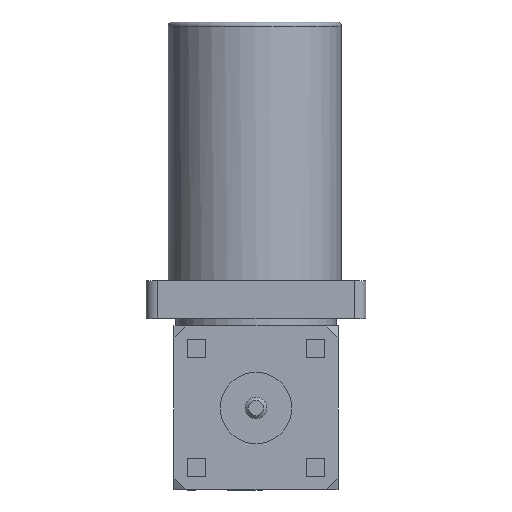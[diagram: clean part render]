
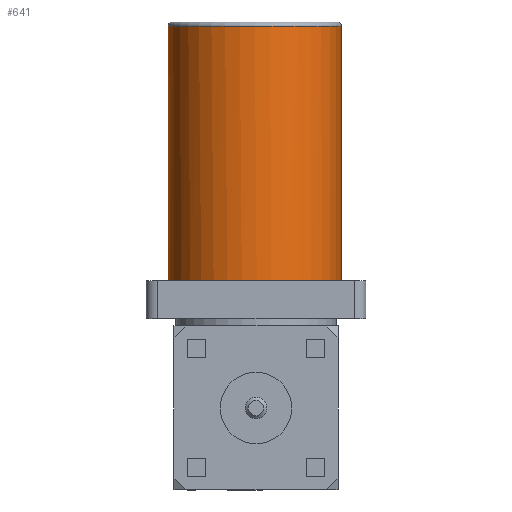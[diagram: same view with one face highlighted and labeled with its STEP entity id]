
A CAD part, front view. The second image highlights one B-rep face of the part: STEP entity #641.
In plain terms, the highlighted cylindrical face has radius 3.708 mm (diameter 7.417 mm), a full revolution.
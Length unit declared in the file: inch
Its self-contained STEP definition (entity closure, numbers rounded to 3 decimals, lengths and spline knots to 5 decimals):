
#12 = VECTOR ( 'NONE', #2447, 39.37008 ) ;
#15 = CIRCLE ( 'NONE', #238, 0.146 ) ;
#27 = VERTEX_POINT ( 'NONE', #1930 ) ;
#45 = DIRECTION ( 'NONE',  ( 1., 0., 0. ) ) ;
#46 = EDGE_CURVE ( 'NONE', #2393, #602, #328, .T. ) ;
#107 = VECTOR ( 'NONE', #526, 39.37008 ) ;
#135 = EDGE_CURVE ( 'NONE', #27, #602, #1198, .T. ) ;
#151 = AXIS2_PLACEMENT_3D ( 'NONE', #1878, #1888, #1471 ) ;
#152 = AXIS2_PLACEMENT_3D ( 'NONE', #1120, #703, #1552 ) ;
#158 = DIRECTION ( 'NONE',  ( 0., 0., 1. ) ) ;
#188 = ORIENTED_EDGE ( 'NONE', *, *, #135, .T. ) ;
#202 = EDGE_CURVE ( 'NONE', #405, #1662, #1897, .T. ) ;
#206 = EDGE_LOOP ( 'NONE', ( #2145 ) ) ;
#238 = AXIS2_PLACEMENT_3D ( 'NONE', #661, #832, #2505 ) ;
#328 = CIRCLE ( 'NONE', #2510, 0.146 ) ;
#405 = VERTEX_POINT ( 'NONE', #1970 ) ;
#416 = CARTESIAN_POINT ( 'NONE',  ( 0.09184, 0.11184, -0.13004 ) ) ;
#422 = VECTOR ( 'NONE', #2324, 39.37008 ) ;
#452 = VERTEX_POINT ( 'NONE', #2013 ) ;
#470 = VERTEX_POINT ( 'NONE', #1817 ) ;
#526 = DIRECTION ( 'NONE',  ( 0., 0., 1. ) ) ;
#533 = ORIENTED_EDGE ( 'NONE', *, *, #2034, .T. ) ;
#543 = CARTESIAN_POINT ( 'NONE',  ( -0.04051, 0.14083, -0.24304 ) ) ;
#553 = AXIS2_PLACEMENT_3D ( 'NONE', #829, #841, #1465 ) ;
#602 = VERTEX_POINT ( 'NONE', #1629 ) ;
#615 = ORIENTED_EDGE ( 'NONE', *, *, #2308, .F. ) ;
#618 = FACE_OUTER_BOUND ( 'NONE', #206, .T. ) ;
#621 = ORIENTED_EDGE ( 'NONE', *, *, #202, .F. ) ;
#641 = ADVANCED_FACE ( 'NONE', ( #1455, #618 ), #2682, .T. ) ;
#651 = LINE ( 'NONE', #1499, #2706 ) ;
#661 = CARTESIAN_POINT ( 'NONE',  ( -0.00201, 0., -0.13004 ) ) ;
#668 = DIRECTION ( 'NONE',  ( 1., 0., 0. ) ) ;
#685 = CARTESIAN_POINT ( 'NONE',  ( -0.00201, 0., -0.52565 ) ) ;
#701 = ORIENTED_EDGE ( 'NONE', *, *, #1177, .T. ) ;
#703 = DIRECTION ( 'NONE',  ( 0., 0., -1. ) ) ;
#748 = LINE ( 'NONE', #2023, #107 ) ;
#823 = CARTESIAN_POINT ( 'NONE',  ( -0.04051, 0.14083, -0.96854 ) ) ;
#829 = CARTESIAN_POINT ( 'NONE',  ( -0.00201, 0., -0.96854 ) ) ;
#830 = DIRECTION ( 'NONE',  ( 1., 0., 0. ) ) ;
#832 = DIRECTION ( 'NONE',  ( 0., 0., -1. ) ) ;
#841 = DIRECTION ( 'NONE',  ( 0., 0., 1. ) ) ;
#846 = EDGE_CURVE ( 'NONE', #1662, #2141, #1864, .T. ) ;
#914 = CIRCLE ( 'NONE', #1615, 0.146 ) ;
#976 = VERTEX_POINT ( 'NONE', #1868 ) ;
#1038 = CARTESIAN_POINT ( 'NONE',  ( -0.00201, 0., -0.52565 ) ) ;
#1100 = CARTESIAN_POINT ( 'NONE',  ( -0.00201, 0., -0.13004 ) ) ;
#1120 = CARTESIAN_POINT ( 'NONE',  ( -0.00201, 0., -0.24304 ) ) ;
#1177 = EDGE_CURVE ( 'NONE', #452, #1625, #1357, .T. ) ;
#1185 = EDGE_LOOP ( 'NONE', ( #2031, #701, #533, #1551, #621, #1614, #1315, #615, #1675, #2701, #188, #2390 ) ) ;
#1198 = LINE ( 'NONE', #2216, #12 ) ;
#1206 = VERTEX_POINT ( 'NONE', #1948 ) ;
#1251 = EDGE_CURVE ( 'NONE', #976, #470, #1610, .T. ) ;
#1294 = DIRECTION ( 'NONE',  ( 0., 0., 1. ) ) ;
#1315 = ORIENTED_EDGE ( 'NONE', *, *, #1933, .T. ) ;
#1357 = CIRCLE ( 'NONE', #2088, 0.146 ) ;
#1364 = DIRECTION ( 'NONE',  ( 0., 0., 1. ) ) ;
#1395 = VERTEX_POINT ( 'NONE', #2167 ) ;
#1412 = CARTESIAN_POINT ( 'NONE',  ( -0.11863, 0.08784, -0.96854 ) ) ;
#1425 = EDGE_CURVE ( 'NONE', #1395, #1395, #2292, .T. ) ;
#1454 = CARTESIAN_POINT ( 'NONE',  ( -0.09041, 0.11619, -0.13004 ) ) ;
#1455 = FACE_OUTER_BOUND ( 'NONE', #1185, .T. ) ;
#1465 = DIRECTION ( 'NONE',  ( 1., 0., 0. ) ) ;
#1471 = DIRECTION ( 'NONE',  ( 1., 0., 0. ) ) ;
#1499 = CARTESIAN_POINT ( 'NONE',  ( 0.09184, 0.11184, -0.96854 ) ) ;
#1506 = EDGE_CURVE ( 'NONE', #452, #2393, #651, .T. ) ;
#1513 = CARTESIAN_POINT ( 'NONE',  ( 0.03649, 0.14083, -0.52565 ) ) ;
#1551 = ORIENTED_EDGE ( 'NONE', *, *, #846, .F. ) ;
#1552 = DIRECTION ( 'NONE',  ( -1., 0., 0. ) ) ;
#1610 = LINE ( 'NONE', #1412, #2300 ) ;
#1614 = ORIENTED_EDGE ( 'NONE', *, *, #1865, .T. ) ;
#1615 = AXIS2_PLACEMENT_3D ( 'NONE', #1911, #2286, #2315 ) ;
#1625 = VERTEX_POINT ( 'NONE', #1513 ) ;
#1629 = CARTESIAN_POINT ( 'NONE',  ( 0.12704, 0.06828, -0.13004 ) ) ;
#1662 = VERTEX_POINT ( 'NONE', #543 ) ;
#1675 = ORIENTED_EDGE ( 'NONE', *, *, #1251, .F. ) ;
#1722 = CARTESIAN_POINT ( 'NONE',  ( -0.09041, 0.11619, -0.96854 ) ) ;
#1730 = VECTOR ( 'NONE', #2685, 39.37008 ) ;
#1817 = CARTESIAN_POINT ( 'NONE',  ( -0.11863, 0.08784, -0.13004 ) ) ;
#1864 = CIRCLE ( 'NONE', #152, 0.146 ) ;
#1865 = EDGE_CURVE ( 'NONE', #405, #1206, #2212, .T. ) ;
#1868 = CARTESIAN_POINT ( 'NONE',  ( -0.11863, 0.08784, -0.52565 ) ) ;
#1878 = CARTESIAN_POINT ( 'NONE',  ( -0.00201, 0., -0.09704 ) ) ;
#1888 = DIRECTION ( 'NONE',  ( 0., 0., -1. ) ) ;
#1897 = LINE ( 'NONE', #823, #1730 ) ;
#1911 = CARTESIAN_POINT ( 'NONE',  ( -0.00201, 0., -0.52565 ) ) ;
#1923 = LINE ( 'NONE', #1722, #422 ) ;
#1930 = CARTESIAN_POINT ( 'NONE',  ( 0.12704, 0.06828, -0.52565 ) ) ;
#1933 = EDGE_CURVE ( 'NONE', #1206, #2157, #1923, .T. ) ;
#1945 = DIRECTION ( 'NONE',  ( 0., 0., -1. ) ) ;
#1948 = CARTESIAN_POINT ( 'NONE',  ( -0.09041, 0.11619, -0.52565 ) ) ;
#1970 = CARTESIAN_POINT ( 'NONE',  ( -0.04051, 0.14083, -0.52565 ) ) ;
#2013 = CARTESIAN_POINT ( 'NONE',  ( 0.09184, 0.11184, -0.52565 ) ) ;
#2023 = CARTESIAN_POINT ( 'NONE',  ( 0.03649, 0.14083, -0.96854 ) ) ;
#2031 = ORIENTED_EDGE ( 'NONE', *, *, #1506, .F. ) ;
#2034 = EDGE_CURVE ( 'NONE', #1625, #2141, #748, .T. ) ;
#2088 = AXIS2_PLACEMENT_3D ( 'NONE', #685, #1294, #668 ) ;
#2141 = VERTEX_POINT ( 'NONE', #2613 ) ;
#2145 = ORIENTED_EDGE ( 'NONE', *, *, #1425, .T. ) ;
#2157 = VERTEX_POINT ( 'NONE', #1454 ) ;
#2167 = CARTESIAN_POINT ( 'NONE',  ( 0.14399, 0., -0.09704 ) ) ;
#2212 = CIRCLE ( 'NONE', #2659, 0.146 ) ;
#2216 = CARTESIAN_POINT ( 'NONE',  ( 0.12704, 0.06828, -0.96854 ) ) ;
#2286 = DIRECTION ( 'NONE',  ( 0., 0., 1. ) ) ;
#2292 = CIRCLE ( 'NONE', #151, 0.146 ) ;
#2300 = VECTOR ( 'NONE', #158, 39.37008 ) ;
#2308 = EDGE_CURVE ( 'NONE', #470, #2157, #15, .T. ) ;
#2315 = DIRECTION ( 'NONE',  ( 1., 0., 0. ) ) ;
#2324 = DIRECTION ( 'NONE',  ( 0., 0., 1. ) ) ;
#2378 = EDGE_CURVE ( 'NONE', #976, #27, #914, .T. ) ;
#2390 = ORIENTED_EDGE ( 'NONE', *, *, #46, .F. ) ;
#2393 = VERTEX_POINT ( 'NONE', #416 ) ;
#2447 = DIRECTION ( 'NONE',  ( 0., 0., 1. ) ) ;
#2505 = DIRECTION ( 'NONE',  ( 1., 0., 0. ) ) ;
#2510 = AXIS2_PLACEMENT_3D ( 'NONE', #1100, #1945, #45 ) ;
#2613 = CARTESIAN_POINT ( 'NONE',  ( 0.03649, 0.14083, -0.24304 ) ) ;
#2659 = AXIS2_PLACEMENT_3D ( 'NONE', #1038, #2711, #830 ) ;
#2682 = CYLINDRICAL_SURFACE ( 'NONE', #553, 0.146 ) ;
#2685 = DIRECTION ( 'NONE',  ( 0., 0., 1. ) ) ;
#2701 = ORIENTED_EDGE ( 'NONE', *, *, #2378, .T. ) ;
#2706 = VECTOR ( 'NONE', #1364, 39.37008 ) ;
#2711 = DIRECTION ( 'NONE',  ( 0., 0., 1. ) ) ;
